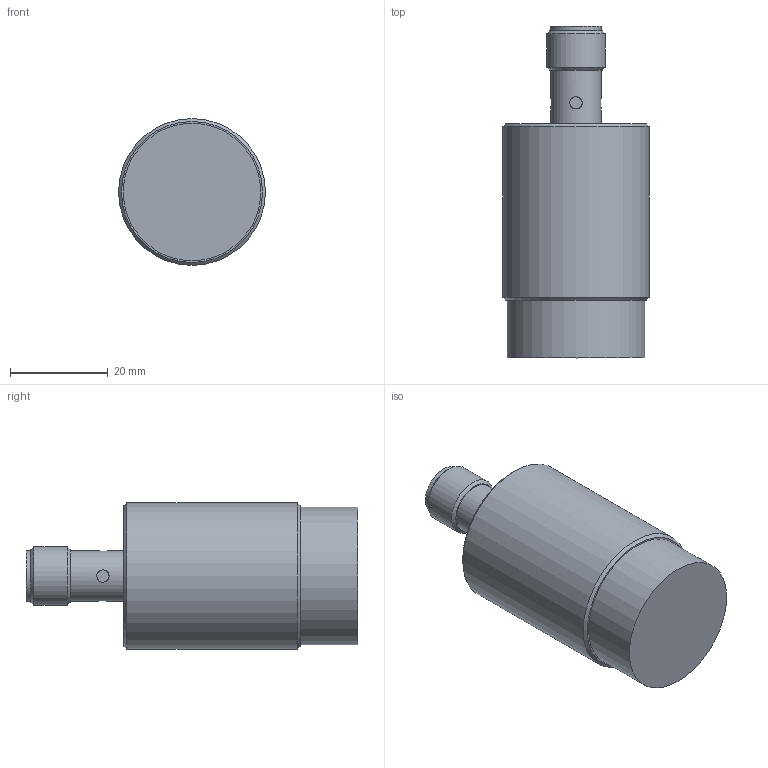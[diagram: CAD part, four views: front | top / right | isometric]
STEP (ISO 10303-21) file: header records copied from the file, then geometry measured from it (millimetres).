
FILE_DESCRIPTION (( 'STEP AP214' ), '1' );
FILE_NAME ('DSD-0303.STEP', '2020-09-23T19:10:53', ( '' ), ( '' ), 'SwSTEP 2.0', 'SolidWorks 2019', '' );
FILE_SCHEMA (( 'AUTOMOTIVE_DESIGN' ));
Length unit declared in the file: inch
Products named in the file (1): DSD-0303
Bounding box: 30 x 67.8 x 30 mm (x, y, z)
Volume: 34173.8 mm3; surface area: 6867.5 mm2
Topology: 1 solids, 1 shells, 40 faces, 84 edges, 58 vertices
Faces by surface type: plane 17, cylinder 15, cone 4, bspline 4
Full cylindrical faces by diameter (mm): 1 x4, 2.5 x4, 10.4 x2, 12 x1, 28.1 x1, 30 x1
Entity records: 1698 total; most frequent: CARTESIAN_POINT 1024, DIRECTION 120, ORIENTED_EDGE 92, EDGE_LOOP 74, FACE_OUTER_BOUND 57, AXIS2_PLACEMENT_3D 56, EDGE_CURVE 46, VERTEX_POINT 42
